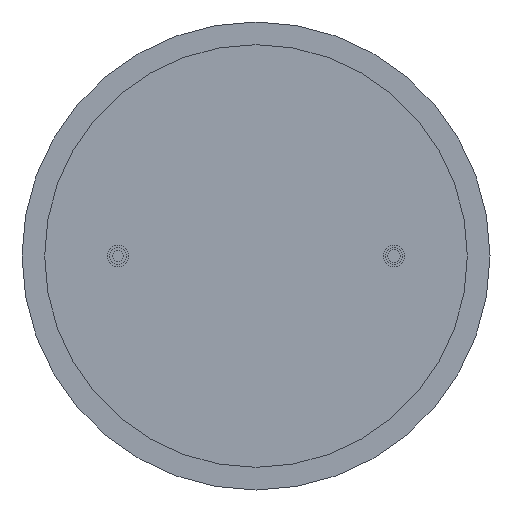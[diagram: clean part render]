
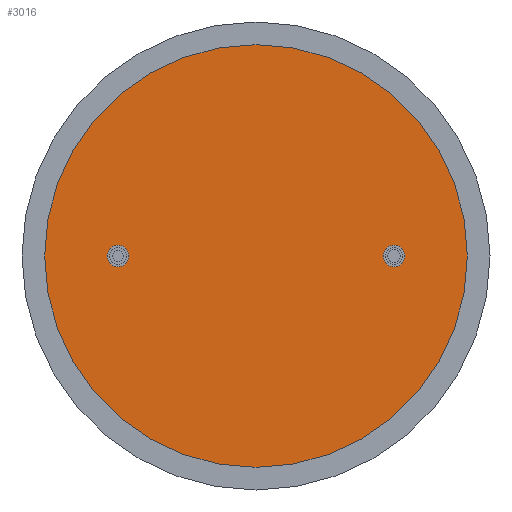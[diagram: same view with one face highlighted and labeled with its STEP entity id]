
A CAD part, front view. The second image highlights one B-rep face of the part: STEP entity #3016.
In plain terms, the highlighted planar face has unit normal (0, -1, 0).
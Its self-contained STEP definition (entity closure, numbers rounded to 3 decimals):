
#21 = EDGE_LOOP ( 'NONE', ( #602, #4577 ) ) ;
#42 = CARTESIAN_POINT ( 'NONE',  ( 0., 0., -9.8 ) ) ;
#87 = AXIS2_PLACEMENT_3D ( 'NONE', #2309, #3457, #4168 ) ;
#88 = CARTESIAN_POINT ( 'NONE',  ( -6.4, 0., -0.5 ) ) ;
#139 = CARTESIAN_POINT ( 'NONE',  ( 6.4, 0., -0.5 ) ) ;
#236 = AXIS2_PLACEMENT_3D ( 'NONE', #1933, #1106, #4119 ) ;
#292 = PLANE ( 'NONE',  #3341 ) ;
#349 = DIRECTION ( 'NONE',  ( 0., 1., 0. ) ) ;
#574 = CARTESIAN_POINT ( 'NONE',  ( 6.4, 0., 0. ) ) ;
#602 = ORIENTED_EDGE ( 'NONE', *, *, #2058, .F. ) ;
#653 = CIRCLE ( 'NONE', #4045, 9.8 ) ;
#664 = VERTEX_POINT ( 'NONE', #2069 ) ;
#730 = FACE_BOUND ( 'NONE', #21, .T. ) ;
#802 = EDGE_CURVE ( 'NONE', #1072, #4263, #1762, .T. ) ;
#813 = EDGE_CURVE ( 'NONE', #4263, #1072, #3330, .T. ) ;
#983 = DIRECTION ( 'NONE',  ( 0., 1., 0. ) ) ;
#1055 = EDGE_LOOP ( 'NONE', ( #1765, #3174 ) ) ;
#1072 = VERTEX_POINT ( 'NONE', #88 ) ;
#1106 = DIRECTION ( 'NONE',  ( 0., -1., 0. ) ) ;
#1217 = VERTEX_POINT ( 'NONE', #4803 ) ;
#1447 = FACE_OUTER_BOUND ( 'NONE', #1495, .T. ) ;
#1495 = EDGE_LOOP ( 'NONE', ( #2368, #4510 ) ) ;
#1762 = CIRCLE ( 'NONE', #87, 0.5 ) ;
#1765 = ORIENTED_EDGE ( 'NONE', *, *, #813, .F. ) ;
#1933 = CARTESIAN_POINT ( 'NONE',  ( -6.4, 0., 0. ) ) ;
#1957 = DIRECTION ( 'NONE',  ( 0., 0., 1. ) ) ;
#2058 = EDGE_CURVE ( 'NONE', #1217, #3181, #2455, .T. ) ;
#2069 = CARTESIAN_POINT ( 'NONE',  ( 0., 0., 9.8 ) ) ;
#2096 = AXIS2_PLACEMENT_3D ( 'NONE', #4117, #2598, #1957 ) ;
#2182 = DIRECTION ( 'NONE',  ( 0., 0., 1. ) ) ;
#2309 = CARTESIAN_POINT ( 'NONE',  ( -6.4, 0., 0. ) ) ;
#2368 = ORIENTED_EDGE ( 'NONE', *, *, #2995, .F. ) ;
#2455 = CIRCLE ( 'NONE', #4812, 0.5 ) ;
#2598 = DIRECTION ( 'NONE',  ( 0., 1., 0. ) ) ;
#2616 = CIRCLE ( 'NONE', #4324, 0.5 ) ;
#2618 = DIRECTION ( 'NONE',  ( 0., 0., 1. ) ) ;
#2705 = EDGE_CURVE ( 'NONE', #664, #3517, #4204, .T. ) ;
#2959 = CARTESIAN_POINT ( 'NONE',  ( 0., 0., 0. ) ) ;
#2995 = EDGE_CURVE ( 'NONE', #3517, #664, #653, .T. ) ;
#3016 = ADVANCED_FACE ( 'NONE', ( #1447, #4111, #730 ), #292, .F. ) ;
#3081 = EDGE_CURVE ( 'NONE', #3181, #1217, #2616, .T. ) ;
#3174 = ORIENTED_EDGE ( 'NONE', *, *, #802, .F. ) ;
#3181 = VERTEX_POINT ( 'NONE', #139 ) ;
#3330 = CIRCLE ( 'NONE', #236, 0.5 ) ;
#3341 = AXIS2_PLACEMENT_3D ( 'NONE', #2959, #349, #4529 ) ;
#3377 = CARTESIAN_POINT ( 'NONE',  ( 6.4, 0., 0. ) ) ;
#3403 = CARTESIAN_POINT ( 'NONE',  ( -6.4, 0., 0.5 ) ) ;
#3457 = DIRECTION ( 'NONE',  ( 0., -1., 0. ) ) ;
#3517 = VERTEX_POINT ( 'NONE', #42 ) ;
#3626 = DIRECTION ( 'NONE',  ( 0., -1., 0. ) ) ;
#4045 = AXIS2_PLACEMENT_3D ( 'NONE', #4363, #983, #4426 ) ;
#4111 = FACE_BOUND ( 'NONE', #1055, .T. ) ;
#4117 = CARTESIAN_POINT ( 'NONE',  ( 0., 0., 0. ) ) ;
#4119 = DIRECTION ( 'NONE',  ( 0., 0., 1. ) ) ;
#4160 = DIRECTION ( 'NONE',  ( 0., -1., 0. ) ) ;
#4168 = DIRECTION ( 'NONE',  ( 0., 0., 1. ) ) ;
#4204 = CIRCLE ( 'NONE', #2096, 9.8 ) ;
#4263 = VERTEX_POINT ( 'NONE', #3403 ) ;
#4324 = AXIS2_PLACEMENT_3D ( 'NONE', #3377, #4160, #2618 ) ;
#4363 = CARTESIAN_POINT ( 'NONE',  ( 0., 0., 0. ) ) ;
#4426 = DIRECTION ( 'NONE',  ( 0., 0., 1. ) ) ;
#4510 = ORIENTED_EDGE ( 'NONE', *, *, #2705, .F. ) ;
#4529 = DIRECTION ( 'NONE',  ( 0., 0., 1. ) ) ;
#4577 = ORIENTED_EDGE ( 'NONE', *, *, #3081, .F. ) ;
#4803 = CARTESIAN_POINT ( 'NONE',  ( 6.4, 0., 0.5 ) ) ;
#4812 = AXIS2_PLACEMENT_3D ( 'NONE', #574, #3626, #2182 ) ;
